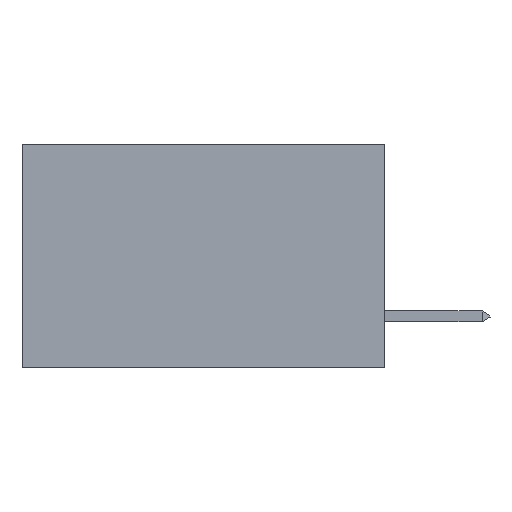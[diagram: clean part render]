
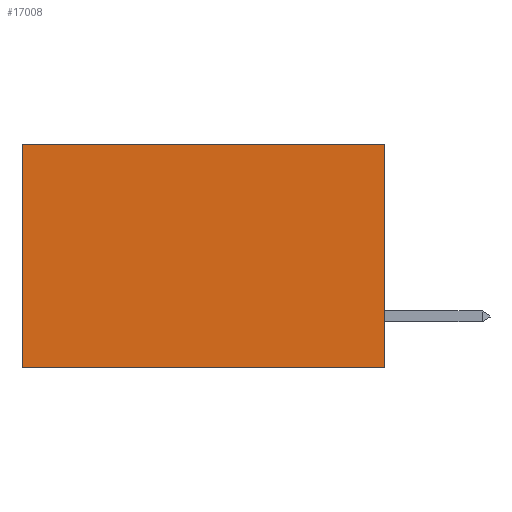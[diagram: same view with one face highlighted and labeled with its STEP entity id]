
A CAD part, left-side view. The second image highlights one B-rep face of the part: STEP entity #17008.
In plain terms, the highlighted planar face has unit normal (-1, 0, 0).
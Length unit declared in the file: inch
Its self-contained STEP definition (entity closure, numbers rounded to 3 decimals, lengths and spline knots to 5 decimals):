
#1885 = EDGE_LOOP ( 'NONE', ( #2123, #7655, #19285, #4611 ) ) ;
#2123 = ORIENTED_EDGE ( 'NONE', *, *, #13918, .T. ) ;
#2235 = VERTEX_POINT ( 'NONE', #22351 ) ;
#2252 = DIRECTION ( 'NONE',  ( 0., 1., 0. ) ) ;
#2622 = VERTEX_POINT ( 'NONE', #14015 ) ;
#4173 = VECTOR ( 'NONE', #8848, 39.37008 ) ;
#4577 = EDGE_CURVE ( 'NONE', #2235, #8264, #22513, .T. ) ;
#4611 = ORIENTED_EDGE ( 'NONE', *, *, #7745, .T. ) ;
#5252 = CARTESIAN_POINT ( 'NONE',  ( 0.2875, 0., 0. ) ) ;
#5495 = PLANE ( 'NONE',  #15508 ) ;
#6066 = DIRECTION ( 'NONE',  ( 0., 0., -1. ) ) ;
#6352 = CARTESIAN_POINT ( 'NONE',  ( 0.2875, 0., 0. ) ) ;
#7650 = VECTOR ( 'NONE', #6066, 39.37008 ) ;
#7655 = ORIENTED_EDGE ( 'NONE', *, *, #4577, .F. ) ;
#7688 = FACE_OUTER_BOUND ( 'NONE', #1885, .T. ) ;
#7745 = EDGE_CURVE ( 'NONE', #2622, #16895, #14091, .T. ) ;
#8264 = VERTEX_POINT ( 'NONE', #13027 ) ;
#8342 = CARTESIAN_POINT ( 'NONE',  ( 0.2875, 0.6, 0. ) ) ;
#8733 = LINE ( 'NONE', #6352, #7650 ) ;
#8848 = DIRECTION ( 'NONE',  ( 0., 1., 0. ) ) ;
#12289 = CARTESIAN_POINT ( 'NONE',  ( 0.2875, 0., 0. ) ) ;
#13027 = CARTESIAN_POINT ( 'NONE',  ( 0.2875, 0.6, -0.37 ) ) ;
#13918 = EDGE_CURVE ( 'NONE', #16895, #8264, #18143, .T. ) ;
#14015 = CARTESIAN_POINT ( 'NONE',  ( 0.2875, 0., 0. ) ) ;
#14091 = LINE ( 'NONE', #12289, #4173 ) ;
#14135 = DIRECTION ( 'NONE',  ( 0., 0., -1. ) ) ;
#15508 = AXIS2_PLACEMENT_3D ( 'NONE', #5252, #19494, #14135 ) ;
#16764 = VECTOR ( 'NONE', #20936, 39.37008 ) ;
#16895 = VERTEX_POINT ( 'NONE', #8342 ) ;
#17008 = ADVANCED_FACE ( 'NONE', ( #7688 ), #5495, .F. ) ;
#17377 = CARTESIAN_POINT ( 'NONE',  ( 0.2875, 0.6, 0. ) ) ;
#17418 = EDGE_CURVE ( 'NONE', #2622, #2235, #8733, .T. ) ;
#18143 = LINE ( 'NONE', #17377, #16764 ) ;
#18149 = CARTESIAN_POINT ( 'NONE',  ( 0.2875, 0., -0.37 ) ) ;
#18357 = VECTOR ( 'NONE', #2252, 39.37008 ) ;
#19285 = ORIENTED_EDGE ( 'NONE', *, *, #17418, .F. ) ;
#19494 = DIRECTION ( 'NONE',  ( 1., 0., 0. ) ) ;
#20936 = DIRECTION ( 'NONE',  ( 0., 0., -1. ) ) ;
#22351 = CARTESIAN_POINT ( 'NONE',  ( 0.2875, 0., -0.37 ) ) ;
#22513 = LINE ( 'NONE', #18149, #18357 ) ;
